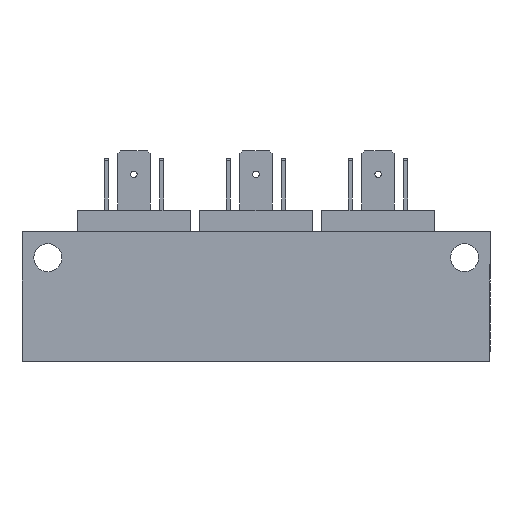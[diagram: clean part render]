
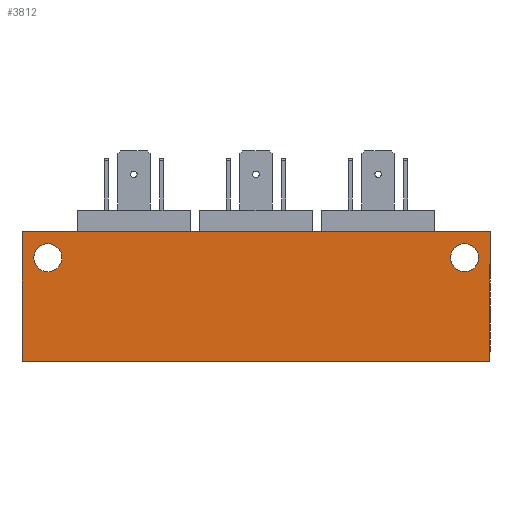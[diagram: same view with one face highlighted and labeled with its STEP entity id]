
A CAD part, front view. The second image highlights one B-rep face of the part: STEP entity #3812.
In plain terms, the highlighted planar face has unit normal (0, -1, 0).
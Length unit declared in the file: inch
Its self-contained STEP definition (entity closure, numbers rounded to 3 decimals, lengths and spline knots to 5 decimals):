
#73 = CARTESIAN_POINT ( 'NONE',  ( 0., 0., 0. ) ) ;
#113 = EDGE_CURVE ( 'NONE', #19815, #7766, #966, .T. ) ;
#195 = EDGE_LOOP ( 'NONE', ( #17406, #14749, #20434, #6998 ) ) ;
#677 = EDGE_CURVE ( 'NONE', #19815, #13289, #9181, .T. ) ;
#966 = LINE ( 'NONE', #8158, #4375 ) ;
#1040 = VERTEX_POINT ( 'NONE', #4628 ) ;
#1066 = VERTEX_POINT ( 'NONE', #18865 ) ;
#1730 = FACE_BOUND ( 'NONE', #18487, .T. ) ;
#2825 = DIRECTION ( 'NONE',  ( -1., 0., 0. ) ) ;
#3370 = VECTOR ( 'NONE', #8812, 39.37008 ) ;
#3398 = DIRECTION ( 'NONE',  ( 0., 1., 0. ) ) ;
#3812 = ADVANCED_FACE ( 'Defeatured_0_9', ( #12681, #12557, #1730 ), #18092, .F. ) ;
#3823 = ORIENTED_EDGE ( 'NONE', *, *, #6822, .F. ) ;
#4046 = CARTESIAN_POINT ( 'NONE',  ( -0.0885, 0., -0.19999 ) ) ;
#4067 = CARTESIAN_POINT ( 'NONE',  ( -0.3055, 0., -0.20001 ) ) ;
#4224 = EDGE_CURVE ( 'NONE', #12640, #6394, #5792, .T. ) ;
#4279 = DIRECTION ( 'NONE',  ( 1., 0., 0. ) ) ;
#4375 = VECTOR ( 'NONE', #4279, 39.37008 ) ;
#4397 = VECTOR ( 'NONE', #14611, 39.37008 ) ;
#4628 = CARTESIAN_POINT ( 'NONE',  ( -3.5305, 0., -0.20001 ) ) ;
#5059 = DIRECTION ( 'NONE',  ( -1., 0., 0. ) ) ;
#5061 = ORIENTED_EDGE ( 'NONE', *, *, #21899, .F. ) ;
#5078 = CARTESIAN_POINT ( 'NONE',  ( -3.422, 0., -0.2 ) ) ;
#5405 = CARTESIAN_POINT ( 'NONE',  ( -3.622, 0., 0. ) ) ;
#5444 = VECTOR ( 'NONE', #22350, 39.37008 ) ;
#5714 = EDGE_CURVE ( 'NONE', #7766, #1066, #11506, .T. ) ;
#5771 = CARTESIAN_POINT ( 'NONE',  ( -3.622, 0., 0. ) ) ;
#5792 = CIRCLE ( 'NONE', #10290, 0.1085 ) ;
#5855 = AXIS2_PLACEMENT_3D ( 'NONE', #6359, #6473, #5059 ) ;
#6317 = DIRECTION ( 'NONE',  ( 0., -1., 0. ) ) ;
#6359 = CARTESIAN_POINT ( 'NONE',  ( -3.422, 0., -0.2 ) ) ;
#6362 = VERTEX_POINT ( 'NONE', #20172 ) ;
#6394 = VERTEX_POINT ( 'NONE', #4046 ) ;
#6473 = DIRECTION ( 'NONE',  ( 0., -1., 0. ) ) ;
#6745 = DIRECTION ( 'NONE',  ( -1., 0., 0. ) ) ;
#6822 = EDGE_CURVE ( 'NONE', #1040, #6362, #13740, .T. ) ;
#6998 = ORIENTED_EDGE ( 'NONE', *, *, #677, .F. ) ;
#7538 = CARTESIAN_POINT ( 'NONE',  ( 0., 0., -0.5 ) ) ;
#7766 = VERTEX_POINT ( 'NONE', #8911 ) ;
#8158 = CARTESIAN_POINT ( 'NONE',  ( 0., 0., -1. ) ) ;
#8693 = EDGE_LOOP ( 'NONE', ( #14345, #5061 ) ) ;
#8812 = DIRECTION ( 'NONE',  ( 1., 0., 0. ) ) ;
#8911 = CARTESIAN_POINT ( 'NONE',  ( 0., 0., -1. ) ) ;
#9181 = LINE ( 'NONE', #14261, #4397 ) ;
#9607 = CARTESIAN_POINT ( 'NONE',  ( -0.197, 0., -0.2 ) ) ;
#10034 = AXIS2_PLACEMENT_3D ( 'NONE', #9607, #6317, #20335 ) ;
#10290 = AXIS2_PLACEMENT_3D ( 'NONE', #21256, #22277, #2825 ) ;
#11197 = AXIS2_PLACEMENT_3D ( 'NONE', #5078, #13665, #6745 ) ;
#11506 = LINE ( 'NONE', #7538, #5444 ) ;
#11758 = EDGE_CURVE ( 'NONE', #6362, #1040, #18716, .T. ) ;
#12557 = FACE_BOUND ( 'NONE', #8693, .T. ) ;
#12640 = VERTEX_POINT ( 'NONE', #4067 ) ;
#12681 = FACE_OUTER_BOUND ( 'NONE', #195, .T. ) ;
#13289 = VERTEX_POINT ( 'NONE', #5771 ) ;
#13665 = DIRECTION ( 'NONE',  ( 0., -1., 0. ) ) ;
#13740 = CIRCLE ( 'NONE', #5855, 0.1085 ) ;
#14261 = CARTESIAN_POINT ( 'NONE',  ( -3.622, 0., -0.5 ) ) ;
#14345 = ORIENTED_EDGE ( 'NONE', *, *, #4224, .F. ) ;
#14611 = DIRECTION ( 'NONE',  ( 0., 0., 1. ) ) ;
#14634 = ORIENTED_EDGE ( 'NONE', *, *, #11758, .F. ) ;
#14749 = ORIENTED_EDGE ( 'NONE', *, *, #5714, .T. ) ;
#16215 = DIRECTION ( 'NONE',  ( -1., 0., 0. ) ) ;
#16366 = EDGE_CURVE ( 'NONE', #13289, #1066, #21665, .T. ) ;
#17176 = CIRCLE ( 'NONE', #10034, 0.1085 ) ;
#17406 = ORIENTED_EDGE ( 'NONE', *, *, #113, .T. ) ;
#18092 = PLANE ( 'NONE',  #21597 ) ;
#18487 = EDGE_LOOP ( 'NONE', ( #3823, #14634 ) ) ;
#18630 = CARTESIAN_POINT ( 'NONE',  ( -3.622, 0., -1. ) ) ;
#18716 = CIRCLE ( 'NONE', #11197, 0.1085 ) ;
#18865 = CARTESIAN_POINT ( 'NONE',  ( 0., 0., 0. ) ) ;
#19815 = VERTEX_POINT ( 'NONE', #18630 ) ;
#20172 = CARTESIAN_POINT ( 'NONE',  ( -3.3135, 0., -0.19999 ) ) ;
#20335 = DIRECTION ( 'NONE',  ( -1., 0., 0. ) ) ;
#20434 = ORIENTED_EDGE ( 'NONE', *, *, #16366, .F. ) ;
#21256 = CARTESIAN_POINT ( 'NONE',  ( -0.197, 0., -0.2 ) ) ;
#21597 = AXIS2_PLACEMENT_3D ( 'NONE', #73, #3398, #16215 ) ;
#21665 = LINE ( 'NONE', #5405, #3370 ) ;
#21899 = EDGE_CURVE ( 'NONE', #6394, #12640, #17176, .T. ) ;
#22277 = DIRECTION ( 'NONE',  ( 0., -1., 0. ) ) ;
#22350 = DIRECTION ( 'NONE',  ( 0., 0., 1. ) ) ;
